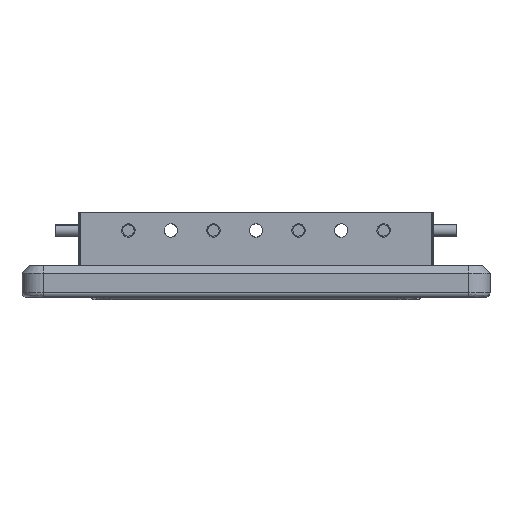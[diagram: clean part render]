
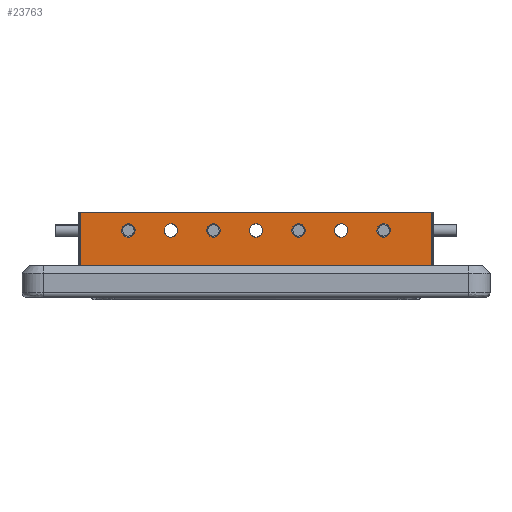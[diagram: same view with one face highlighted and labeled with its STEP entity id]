
A CAD part, left-side view. The second image highlights one B-rep face of the part: STEP entity #23763.
In plain terms, the highlighted planar face has unit normal (-1, 0, 0).
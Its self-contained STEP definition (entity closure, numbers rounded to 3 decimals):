
#23572=CARTESIAN_POINT('Line Origine',(-200.,124.,43.)) ;
#23576=CARTESIAN_POINT('Vertex',(-200.,124.,62.)) ;
#23578=CARTESIAN_POINT('Vertex',(-200.,124.,24.)) ;
#23607=CARTESIAN_POINT('Axis2P3D Location',(-200.,-125.,62.)) ;
#23612=CARTESIAN_POINT('Line Origine',(-200.,0.,62.)) ;
#23616=CARTESIAN_POINT('Vertex',(-200.,-124.,62.)) ;
#23619=CARTESIAN_POINT('Line Origine',(-200.,0.,24.)) ;
#23623=CARTESIAN_POINT('Vertex',(-200.,-124.,24.)) ;
#23626=CARTESIAN_POINT('Line Origine',(-200.,-124.,43.)) ;
#23637=CARTESIAN_POINT('Axis2P3D Location',(-200.,-90.,49.)) ;
#23641=CARTESIAN_POINT('Vertex',(-200.,-85.831,46.723)) ;
#23643=CARTESIAN_POINT('Vertex',(-200.,-94.169,51.277)) ;
#23646=CARTESIAN_POINT('Axis2P3D Location',(-200.,-90.,49.)) ;
#23655=CARTESIAN_POINT('Axis2P3D Location',(-200.,-60.,49.)) ;
#23659=CARTESIAN_POINT('Vertex',(-200.,-64.169,51.277)) ;
#23661=CARTESIAN_POINT('Vertex',(-200.,-55.831,46.723)) ;
#23664=CARTESIAN_POINT('Axis2P3D Location',(-200.,-60.,49.)) ;
#23673=CARTESIAN_POINT('Axis2P3D Location',(-200.,-30.,49.)) ;
#23677=CARTESIAN_POINT('Vertex',(-200.,-34.169,51.277)) ;
#23679=CARTESIAN_POINT('Vertex',(-200.,-25.831,46.723)) ;
#23682=CARTESIAN_POINT('Axis2P3D Location',(-200.,-30.,49.)) ;
#23691=CARTESIAN_POINT('Axis2P3D Location',(-200.,0.,49.)) ;
#23695=CARTESIAN_POINT('Vertex',(-200.,-4.169,51.277)) ;
#23697=CARTESIAN_POINT('Vertex',(-200.,4.169,46.723)) ;
#23700=CARTESIAN_POINT('Axis2P3D Location',(-200.,0.,49.)) ;
#23709=CARTESIAN_POINT('Axis2P3D Location',(-200.,30.,49.)) ;
#23713=CARTESIAN_POINT('Vertex',(-200.,25.831,51.277)) ;
#23715=CARTESIAN_POINT('Vertex',(-200.,34.169,46.723)) ;
#23718=CARTESIAN_POINT('Axis2P3D Location',(-200.,30.,49.)) ;
#23727=CARTESIAN_POINT('Axis2P3D Location',(-200.,60.,49.)) ;
#23731=CARTESIAN_POINT('Vertex',(-200.,55.831,51.277)) ;
#23733=CARTESIAN_POINT('Vertex',(-200.,64.169,46.723)) ;
#23736=CARTESIAN_POINT('Axis2P3D Location',(-200.,60.,49.)) ;
#23745=CARTESIAN_POINT('Axis2P3D Location',(-200.,90.,49.)) ;
#23749=CARTESIAN_POINT('Vertex',(-200.,85.831,51.277)) ;
#23751=CARTESIAN_POINT('Vertex',(-200.,94.169,46.723)) ;
#23754=CARTESIAN_POINT('Axis2P3D Location',(-200.,90.,49.)) ;
#23573=DIRECTION('Vector Direction',(0.,0.,-1.)) ;
#23608=DIRECTION('Axis2P3D Direction',(1.,-0.,0.)) ;
#23609=DIRECTION('Axis2P3D XDirection',(0.,0.,-1.)) ;
#23613=DIRECTION('Vector Direction',(0.,1.,0.)) ;
#23620=DIRECTION('Vector Direction',(0.,1.,0.)) ;
#23627=DIRECTION('Vector Direction',(0.,0.,-1.)) ;
#23638=DIRECTION('Axis2P3D Direction',(1.,-0.,0.)) ;
#23647=DIRECTION('Axis2P3D Direction',(1.,-0.,0.)) ;
#23656=DIRECTION('Axis2P3D Direction',(1.,-0.,0.)) ;
#23665=DIRECTION('Axis2P3D Direction',(1.,-0.,0.)) ;
#23674=DIRECTION('Axis2P3D Direction',(1.,-0.,0.)) ;
#23683=DIRECTION('Axis2P3D Direction',(1.,-0.,0.)) ;
#23692=DIRECTION('Axis2P3D Direction',(1.,-0.,0.)) ;
#23701=DIRECTION('Axis2P3D Direction',(1.,-0.,0.)) ;
#23710=DIRECTION('Axis2P3D Direction',(1.,-0.,0.)) ;
#23719=DIRECTION('Axis2P3D Direction',(1.,-0.,0.)) ;
#23728=DIRECTION('Axis2P3D Direction',(1.,-0.,0.)) ;
#23737=DIRECTION('Axis2P3D Direction',(1.,-0.,0.)) ;
#23746=DIRECTION('Axis2P3D Direction',(1.,-0.,0.)) ;
#23755=DIRECTION('Axis2P3D Direction',(1.,-0.,0.)) ;
#23610=AXIS2_PLACEMENT_3D('Plane Axis2P3D',#23607,#23608,#23609) ;
#23639=AXIS2_PLACEMENT_3D('Circle Axis2P3D',#23637,#23638,$) ;
#23648=AXIS2_PLACEMENT_3D('Circle Axis2P3D',#23646,#23647,$) ;
#23657=AXIS2_PLACEMENT_3D('Circle Axis2P3D',#23655,#23656,$) ;
#23666=AXIS2_PLACEMENT_3D('Circle Axis2P3D',#23664,#23665,$) ;
#23675=AXIS2_PLACEMENT_3D('Circle Axis2P3D',#23673,#23674,$) ;
#23684=AXIS2_PLACEMENT_3D('Circle Axis2P3D',#23682,#23683,$) ;
#23693=AXIS2_PLACEMENT_3D('Circle Axis2P3D',#23691,#23692,$) ;
#23702=AXIS2_PLACEMENT_3D('Circle Axis2P3D',#23700,#23701,$) ;
#23711=AXIS2_PLACEMENT_3D('Circle Axis2P3D',#23709,#23710,$) ;
#23720=AXIS2_PLACEMENT_3D('Circle Axis2P3D',#23718,#23719,$) ;
#23729=AXIS2_PLACEMENT_3D('Circle Axis2P3D',#23727,#23728,$) ;
#23738=AXIS2_PLACEMENT_3D('Circle Axis2P3D',#23736,#23737,$) ;
#23747=AXIS2_PLACEMENT_3D('Circle Axis2P3D',#23745,#23746,$) ;
#23756=AXIS2_PLACEMENT_3D('Circle Axis2P3D',#23754,#23755,$) ;
#23632=ORIENTED_EDGE('',*,*,#23618,.T.) ;
#23633=ORIENTED_EDGE('',*,*,#23580,.T.) ;
#23634=ORIENTED_EDGE('',*,*,#23625,.F.) ;
#23635=ORIENTED_EDGE('',*,*,#23630,.F.) ;
#23652=ORIENTED_EDGE('',*,*,#23645,.F.) ;
#23653=ORIENTED_EDGE('',*,*,#23650,.F.) ;
#23670=ORIENTED_EDGE('',*,*,#23663,.F.) ;
#23671=ORIENTED_EDGE('',*,*,#23668,.F.) ;
#23688=ORIENTED_EDGE('',*,*,#23681,.F.) ;
#23689=ORIENTED_EDGE('',*,*,#23686,.F.) ;
#23706=ORIENTED_EDGE('',*,*,#23699,.F.) ;
#23707=ORIENTED_EDGE('',*,*,#23704,.F.) ;
#23724=ORIENTED_EDGE('',*,*,#23717,.F.) ;
#23725=ORIENTED_EDGE('',*,*,#23722,.F.) ;
#23742=ORIENTED_EDGE('',*,*,#23735,.F.) ;
#23743=ORIENTED_EDGE('',*,*,#23740,.F.) ;
#23760=ORIENTED_EDGE('',*,*,#23753,.F.) ;
#23761=ORIENTED_EDGE('',*,*,#23758,.F.) ;
#23654=FACE_BOUND('',#23651,.T.) ;
#23672=FACE_BOUND('',#23669,.T.) ;
#23690=FACE_BOUND('',#23687,.T.) ;
#23708=FACE_BOUND('',#23705,.T.) ;
#23726=FACE_BOUND('',#23723,.T.) ;
#23744=FACE_BOUND('',#23741,.T.) ;
#23762=FACE_BOUND('',#23759,.T.) ;
#23574=VECTOR('Line Direction',#23573,1.) ;
#23614=VECTOR('Line Direction',#23613,1.) ;
#23621=VECTOR('Line Direction',#23620,1.) ;
#23628=VECTOR('Line Direction',#23627,1.) ;
#23763=ADVANCED_FACE('\X2\96F64EF651E04F554F53\X0\',(#23636,#23654,#23672,#23690,#23708,#23726,#23744,#23762),#23611,.F.) ;
#23640=CIRCLE('generated circle',#23639,4.75) ;
#23649=CIRCLE('generated circle',#23648,4.75) ;
#23658=CIRCLE('generated circle',#23657,4.75) ;
#23667=CIRCLE('generated circle',#23666,4.75) ;
#23676=CIRCLE('generated circle',#23675,4.75) ;
#23685=CIRCLE('generated circle',#23684,4.75) ;
#23694=CIRCLE('generated circle',#23693,4.75) ;
#23703=CIRCLE('generated circle',#23702,4.75) ;
#23712=CIRCLE('generated circle',#23711,4.75) ;
#23721=CIRCLE('generated circle',#23720,4.75) ;
#23730=CIRCLE('generated circle',#23729,4.75) ;
#23739=CIRCLE('generated circle',#23738,4.75) ;
#23748=CIRCLE('generated circle',#23747,4.75) ;
#23757=CIRCLE('generated circle',#23756,4.75) ;
#23580=EDGE_CURVE('',#23577,#23579,#23575,.T.) ;
#23618=EDGE_CURVE('',#23617,#23577,#23615,.T.) ;
#23625=EDGE_CURVE('',#23624,#23579,#23622,.T.) ;
#23630=EDGE_CURVE('',#23617,#23624,#23629,.T.) ;
#23645=EDGE_CURVE('',#23642,#23644,#23640,.F.) ;
#23650=EDGE_CURVE('',#23644,#23642,#23649,.F.) ;
#23663=EDGE_CURVE('',#23660,#23662,#23658,.F.) ;
#23668=EDGE_CURVE('',#23662,#23660,#23667,.F.) ;
#23681=EDGE_CURVE('',#23678,#23680,#23676,.F.) ;
#23686=EDGE_CURVE('',#23680,#23678,#23685,.F.) ;
#23699=EDGE_CURVE('',#23696,#23698,#23694,.F.) ;
#23704=EDGE_CURVE('',#23698,#23696,#23703,.F.) ;
#23717=EDGE_CURVE('',#23714,#23716,#23712,.F.) ;
#23722=EDGE_CURVE('',#23716,#23714,#23721,.F.) ;
#23735=EDGE_CURVE('',#23732,#23734,#23730,.F.) ;
#23740=EDGE_CURVE('',#23734,#23732,#23739,.F.) ;
#23753=EDGE_CURVE('',#23750,#23752,#23748,.F.) ;
#23758=EDGE_CURVE('',#23752,#23750,#23757,.F.) ;
#23631=EDGE_LOOP('',(#23632,#23633,#23634,#23635)) ;
#23651=EDGE_LOOP('',(#23652,#23653)) ;
#23669=EDGE_LOOP('',(#23670,#23671)) ;
#23687=EDGE_LOOP('',(#23688,#23689)) ;
#23705=EDGE_LOOP('',(#23706,#23707)) ;
#23723=EDGE_LOOP('',(#23724,#23725)) ;
#23741=EDGE_LOOP('',(#23742,#23743)) ;
#23759=EDGE_LOOP('',(#23760,#23761)) ;
#23636=FACE_OUTER_BOUND('',#23631,.T.) ;
#23575=LINE('Line',#23572,#23574) ;
#23615=LINE('Line',#23612,#23614) ;
#23622=LINE('Line',#23619,#23621) ;
#23629=LINE('Line',#23626,#23628) ;
#23611=PLANE('',#23610) ;
#23577=VERTEX_POINT('',#23576) ;
#23579=VERTEX_POINT('',#23578) ;
#23617=VERTEX_POINT('',#23616) ;
#23624=VERTEX_POINT('',#23623) ;
#23642=VERTEX_POINT('',#23641) ;
#23644=VERTEX_POINT('',#23643) ;
#23660=VERTEX_POINT('',#23659) ;
#23662=VERTEX_POINT('',#23661) ;
#23678=VERTEX_POINT('',#23677) ;
#23680=VERTEX_POINT('',#23679) ;
#23696=VERTEX_POINT('',#23695) ;
#23698=VERTEX_POINT('',#23697) ;
#23714=VERTEX_POINT('',#23713) ;
#23716=VERTEX_POINT('',#23715) ;
#23732=VERTEX_POINT('',#23731) ;
#23734=VERTEX_POINT('',#23733) ;
#23750=VERTEX_POINT('',#23749) ;
#23752=VERTEX_POINT('',#23751) ;
